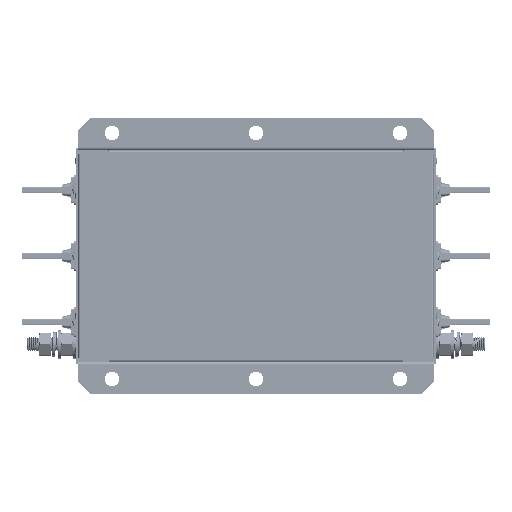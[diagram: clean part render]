
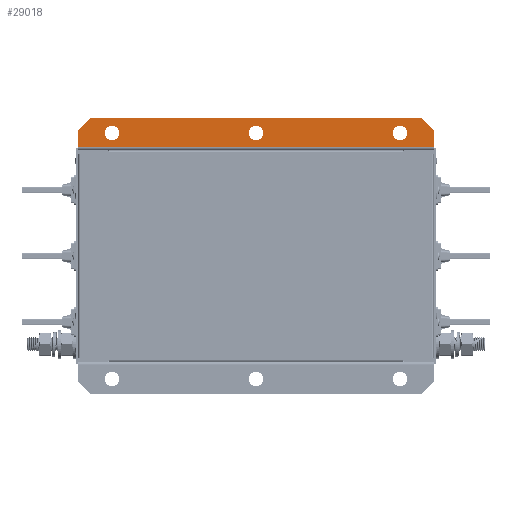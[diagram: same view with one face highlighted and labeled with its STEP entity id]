
A CAD part, front view. The second image highlights one B-rep face of the part: STEP entity #29018.
In plain terms, the highlighted face is planar.
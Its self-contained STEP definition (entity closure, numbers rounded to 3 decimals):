
#380 = DIRECTION ( 'NONE',  ( 0., 0., 1. ) ) ;
#478 = DIRECTION ( 'NONE',  ( -1., 0., 0. ) ) ;
#951 = LINE ( 'NONE', #30217, #34836 ) ;
#990 = DIRECTION ( 'NONE',  ( 0., 1., 0. ) ) ;
#1031 = CARTESIAN_POINT ( 'NONE',  ( 120., 125., -102.5 ) ) ;
#1406 = VERTEX_POINT ( 'NONE', #13046 ) ;
#1776 = EDGE_CURVE ( 'NONE', #3542, #16850, #2703, .T. ) ;
#2703 = CIRCLE ( 'NONE', #31610, 6. ) ;
#2992 = VERTEX_POINT ( 'NONE', #21347 ) ;
#3282 = DIRECTION ( 'NONE',  ( -0.707, 0., 0.707 ) ) ;
#3346 = CARTESIAN_POINT ( 'NONE',  ( 0., 125., -115. ) ) ;
#3542 = VERTEX_POINT ( 'NONE', #18953 ) ;
#4045 = ORIENTED_EDGE ( 'NONE', *, *, #13949, .F. ) ;
#4166 = CARTESIAN_POINT ( 'NONE',  ( 0., 125., 0. ) ) ;
#4485 = DIRECTION ( 'NONE',  ( 0., 1., 0. ) ) ;
#4680 = DIRECTION ( 'NONE',  ( 0., 0., 1. ) ) ;
#4897 = CARTESIAN_POINT ( 'NONE',  ( 138., 125., -115. ) ) ;
#5736 = AXIS2_PLACEMENT_3D ( 'NONE', #15619, #990, #12719 ) ;
#6744 = LINE ( 'NONE', #36195, #36207 ) ;
#7245 = EDGE_CURVE ( 'NONE', #28848, #26400, #22632, .T. ) ;
#7596 = CIRCLE ( 'NONE', #5736, 6. ) ;
#7713 = CARTESIAN_POINT ( 'NONE',  ( 0., 125., -102.5 ) ) ;
#7823 = CARTESIAN_POINT ( 'NONE',  ( 148., 125., 0. ) ) ;
#8429 = VERTEX_POINT ( 'NONE', #33260 ) ;
#9016 = EDGE_CURVE ( 'NONE', #37903, #1406, #6744, .T. ) ;
#9795 = DIRECTION ( 'NONE',  ( 0., 0., 1. ) ) ;
#10171 = CIRCLE ( 'NONE', #15726, 6. ) ;
#10908 = ORIENTED_EDGE ( 'NONE', *, *, #27501, .T. ) ;
#11059 = ORIENTED_EDGE ( 'NONE', *, *, #22059, .F. ) ;
#11180 = EDGE_LOOP ( 'NONE', ( #4045, #24227 ) ) ;
#11508 = VERTEX_POINT ( 'NONE', #16314 ) ;
#11925 = VECTOR ( 'NONE', #478, 1000. ) ;
#12297 = CARTESIAN_POINT ( 'NONE',  ( 0., 125., -102.5 ) ) ;
#12682 = DIRECTION ( 'NONE',  ( -1., 0., 0. ) ) ;
#12719 = DIRECTION ( 'NONE',  ( 0., 0., 1. ) ) ;
#13046 = CARTESIAN_POINT ( 'NONE',  ( -148., 125., -105. ) ) ;
#13949 = EDGE_CURVE ( 'NONE', #16850, #3542, #36584, .T. ) ;
#14131 = DIRECTION ( 'NONE',  ( 0., 0., 1. ) ) ;
#14375 = VECTOR ( 'NONE', #19565, 1000. ) ;
#14430 = DIRECTION ( 'NONE',  ( 0., 1., 0. ) ) ;
#14633 = PLANE ( 'NONE',  #30571 ) ;
#14645 = ORIENTED_EDGE ( 'NONE', *, *, #24892, .T. ) ;
#14835 = ORIENTED_EDGE ( 'NONE', *, *, #9016, .T. ) ;
#15619 = CARTESIAN_POINT ( 'NONE',  ( 120., 125., -102.5 ) ) ;
#15726 = AXIS2_PLACEMENT_3D ( 'NONE', #32710, #18081, #9795 ) ;
#15915 = DIRECTION ( 'NONE',  ( 0., -1., 0. ) ) ;
#16314 = CARTESIAN_POINT ( 'NONE',  ( 148., 125., -90.5 ) ) ;
#16458 = CARTESIAN_POINT ( 'NONE',  ( -120., 125., -96.5 ) ) ;
#16850 = VERTEX_POINT ( 'NONE', #22420 ) ;
#17461 = VECTOR ( 'NONE', #37419, 1000. ) ;
#17949 = EDGE_LOOP ( 'NONE', ( #27027, #35072 ) ) ;
#18081 = DIRECTION ( 'NONE',  ( 0., 1., 0. ) ) ;
#18697 = CARTESIAN_POINT ( 'NONE',  ( -148., 125., -90.5 ) ) ;
#18796 = FACE_BOUND ( 'NONE', #11180, .T. ) ;
#18953 = CARTESIAN_POINT ( 'NONE',  ( 0., 125., -108.5 ) ) ;
#19330 = LINE ( 'NONE', #4897, #17461 ) ;
#19565 = DIRECTION ( 'NONE',  ( 0., 0., -1. ) ) ;
#19994 = AXIS2_PLACEMENT_3D ( 'NONE', #12297, #26739, #380 ) ;
#20089 = DIRECTION ( 'NONE',  ( 0., 1., 0. ) ) ;
#20486 = LINE ( 'NONE', #3346, #11925 ) ;
#20536 = CIRCLE ( 'NONE', #27942, 6. ) ;
#20683 = VECTOR ( 'NONE', #23748, 1000. ) ;
#21347 = CARTESIAN_POINT ( 'NONE',  ( 120., 125., -108.5 ) ) ;
#22015 = EDGE_CURVE ( 'NONE', #23914, #37903, #20486, .T. ) ;
#22059 = EDGE_CURVE ( 'NONE', #29804, #2992, #20536, .T. ) ;
#22420 = CARTESIAN_POINT ( 'NONE',  ( 0., 125., -96.5 ) ) ;
#22632 = CIRCLE ( 'NONE', #33082, 6. ) ;
#23561 = EDGE_CURVE ( 'NONE', #2992, #29804, #7596, .T. ) ;
#23748 = DIRECTION ( 'NONE',  ( 0., 0., 1. ) ) ;
#23914 = VERTEX_POINT ( 'NONE', #24617 ) ;
#24227 = ORIENTED_EDGE ( 'NONE', *, *, #1776, .F. ) ;
#24611 = EDGE_CURVE ( 'NONE', #11508, #8429, #34766, .T. ) ;
#24617 = CARTESIAN_POINT ( 'NONE',  ( 138., 125., -115. ) ) ;
#24892 = EDGE_CURVE ( 'NONE', #8429, #23914, #19330, .T. ) ;
#25209 = EDGE_LOOP ( 'NONE', ( #27394, #14835, #10908, #25445, #32925, #14645 ) ) ;
#25445 = ORIENTED_EDGE ( 'NONE', *, *, #27950, .F. ) ;
#25866 = CARTESIAN_POINT ( 'NONE',  ( 120., 125., -96.5 ) ) ;
#25988 = DIRECTION ( 'NONE',  ( 0., 0., 1. ) ) ;
#26378 = DIRECTION ( 'NONE',  ( 0., 0., -1. ) ) ;
#26400 = VERTEX_POINT ( 'NONE', #16458 ) ;
#26739 = DIRECTION ( 'NONE',  ( 0., 1., 0. ) ) ;
#26755 = FACE_BOUND ( 'NONE', #28321, .T. ) ;
#27027 = ORIENTED_EDGE ( 'NONE', *, *, #36038, .F. ) ;
#27394 = ORIENTED_EDGE ( 'NONE', *, *, #22015, .T. ) ;
#27501 = EDGE_CURVE ( 'NONE', #1406, #36921, #29532, .T. ) ;
#27942 = AXIS2_PLACEMENT_3D ( 'NONE', #1031, #4485, #4680 ) ;
#27950 = EDGE_CURVE ( 'NONE', #11508, #36921, #951, .T. ) ;
#28321 = EDGE_LOOP ( 'NONE', ( #11059, #31905 ) ) ;
#28779 = CARTESIAN_POINT ( 'NONE',  ( -120., 125., -102.5 ) ) ;
#28848 = VERTEX_POINT ( 'NONE', #34301 ) ;
#29018 = ADVANCED_FACE ( 'NONE', ( #18796, #26755, #30539, #35048 ), #14633, .F. ) ;
#29532 = LINE ( 'NONE', #35676, #20683 ) ;
#29804 = VERTEX_POINT ( 'NONE', #25866 ) ;
#30217 = CARTESIAN_POINT ( 'NONE',  ( -148., 125., -90.5 ) ) ;
#30539 = FACE_BOUND ( 'NONE', #17949, .T. ) ;
#30571 = AXIS2_PLACEMENT_3D ( 'NONE', #4166, #15915, #26378 ) ;
#31610 = AXIS2_PLACEMENT_3D ( 'NONE', #7713, #14430, #25988 ) ;
#31905 = ORIENTED_EDGE ( 'NONE', *, *, #23561, .F. ) ;
#32710 = CARTESIAN_POINT ( 'NONE',  ( -120., 125., -102.5 ) ) ;
#32925 = ORIENTED_EDGE ( 'NONE', *, *, #24611, .T. ) ;
#33082 = AXIS2_PLACEMENT_3D ( 'NONE', #28779, #20089, #14131 ) ;
#33148 = CARTESIAN_POINT ( 'NONE',  ( -138., 125., -115. ) ) ;
#33260 = CARTESIAN_POINT ( 'NONE',  ( 148., 125., -105. ) ) ;
#34301 = CARTESIAN_POINT ( 'NONE',  ( -120., 125., -108.5 ) ) ;
#34766 = LINE ( 'NONE', #7823, #14375 ) ;
#34836 = VECTOR ( 'NONE', #12682, 1000. ) ;
#35048 = FACE_OUTER_BOUND ( 'NONE', #25209, .T. ) ;
#35072 = ORIENTED_EDGE ( 'NONE', *, *, #7245, .F. ) ;
#35676 = CARTESIAN_POINT ( 'NONE',  ( -148., 125., 0. ) ) ;
#36038 = EDGE_CURVE ( 'NONE', #26400, #28848, #10171, .T. ) ;
#36195 = CARTESIAN_POINT ( 'NONE',  ( -148., 125., -105. ) ) ;
#36207 = VECTOR ( 'NONE', #3282, 1000. ) ;
#36584 = CIRCLE ( 'NONE', #19994, 6. ) ;
#36921 = VERTEX_POINT ( 'NONE', #18697 ) ;
#37419 = DIRECTION ( 'NONE',  ( -0.707, 0., -0.707 ) ) ;
#37903 = VERTEX_POINT ( 'NONE', #33148 ) ;
